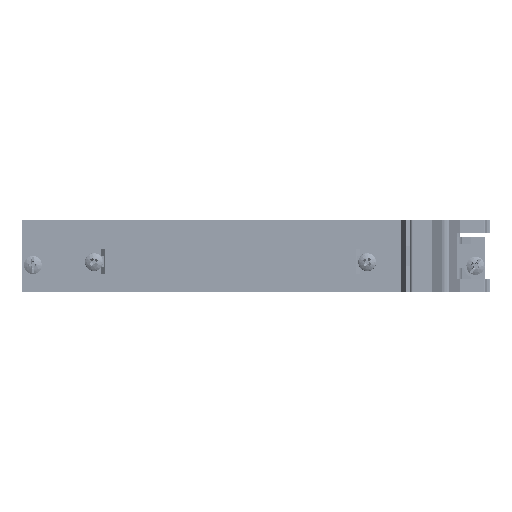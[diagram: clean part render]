
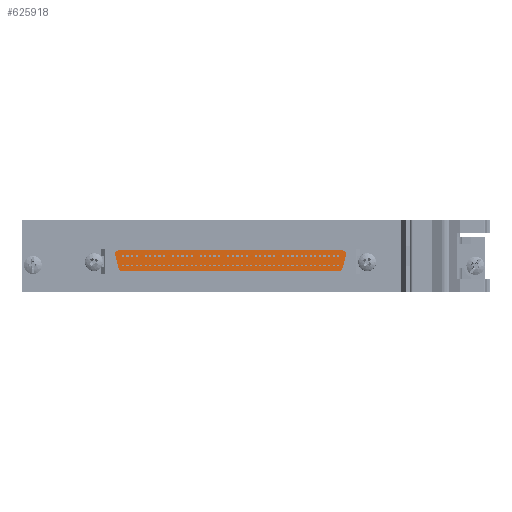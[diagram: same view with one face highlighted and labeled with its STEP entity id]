
A CAD part, left-side view. The second image highlights one B-rep face of the part: STEP entity #625918.
In plain terms, the highlighted planar face has unit normal (-1, 0, 0).
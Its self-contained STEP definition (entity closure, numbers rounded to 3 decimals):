
#40796 = AXIS2_PLACEMENT_3D ( 'NONE', #159565, #159569, #159572 ) ;
#51205 = DIRECTION ( 'NONE',  ( 0., -1., 0. ) ) ;
#51219 = CARTESIAN_POINT ( 'NONE',  ( -43.365, 52.076, 95.139 ) ) ;
#55526 = EDGE_CURVE ( 'NONE', #99424, #99465, #168291, .T. ) ;
#92103 = EDGE_LOOP ( 'NONE', ( #92432, #92446, #92454, #92467, #92479, #92496, #511192, #511201 ) ) ;
#92432 = ORIENTED_EDGE ( 'NONE', *, *, #432977, .T. ) ;
#92446 = ORIENTED_EDGE ( 'NONE', *, *, #55526, .T. ) ;
#92454 = ORIENTED_EDGE ( 'NONE', *, *, #543055, .T. ) ;
#92467 = ORIENTED_EDGE ( 'NONE', *, *, #543858, .T. ) ;
#92479 = ORIENTED_EDGE ( 'NONE', *, *, #432713, .T. ) ;
#92496 = ORIENTED_EDGE ( 'NONE', *, *, #415897, .T. ) ;
#99402 = VERTEX_POINT ( 'NONE', #482249 ) ;
#99424 = VERTEX_POINT ( 'NONE', #482257 ) ;
#99465 = VERTEX_POINT ( 'NONE', #482265 ) ;
#99476 = VERTEX_POINT ( 'NONE', #482306 ) ;
#99484 = VERTEX_POINT ( 'NONE', #482299 ) ;
#99498 = VERTEX_POINT ( 'NONE', #482279 ) ;
#99503 = VERTEX_POINT ( 'NONE', #482313 ) ;
#99518 = VERTEX_POINT ( 'NONE', #482335 ) ;
#159565 = CARTESIAN_POINT ( 'NONE',  ( -43.365, 113.144, 99.839 ) ) ;
#159569 = DIRECTION ( 'NONE',  ( -1., 0., 0. ) ) ;
#159572 = DIRECTION ( 'NONE',  ( 0., 1., 0. ) ) ;
#168291 = LINE ( 'NONE', #540423, #168313 ) ;
#168313 = VECTOR ( 'NONE', #540483, 1000. ) ;
#182714 = LINE ( 'NONE', #404215, #182728 ) ;
#182728 = VECTOR ( 'NONE', #404219, 1000. ) ;
#225803 = CIRCLE ( 'NONE', #40796, 1. ) ;
#268454 = PLANE ( 'NONE',  #518288 ) ;
#268562 = CARTESIAN_POINT ( 'NONE',  ( -43.365, 51.084, 99.839 ) ) ;
#268573 = DIRECTION ( 'NONE',  ( -1., 0., 0. ) ) ;
#268580 = DIRECTION ( 'NONE',  ( 0., -1., 0. ) ) ;
#280270 = FACE_OUTER_BOUND ( 'NONE', #92103, .T. ) ;
#380134 = AXIS2_PLACEMENT_3D ( 'NONE', #448714, #448718, #448724 ) ;
#386143 = AXIS2_PLACEMENT_3D ( 'NONE', #463429, #463435, #463441 ) ;
#386347 = AXIS2_PLACEMENT_3D ( 'NONE', #464577, #464581, #464585 ) ;
#404215 = CARTESIAN_POINT ( 'NONE',  ( -43.365, 114.11, 99.581 ) ) ;
#404219 = DIRECTION ( 'NONE',  ( 0., -0.259, -0.966 ) ) ;
#415227 = EDGE_CURVE ( 'NONE', #99518, #99402, #499028, .T. ) ;
#415897 = EDGE_CURVE ( 'NONE', #99498, #99503, #500369, .T. ) ;
#425774 = EDGE_CURVE ( 'NONE', #99503, #99518, #517357, .T. ) ;
#432713 = EDGE_CURVE ( 'NONE', #99484, #99498, #583150, .T. ) ;
#432977 = EDGE_CURVE ( 'NONE', #99402, #99424, #583626, .T. ) ;
#448714 = CARTESIAN_POINT ( 'NONE',  ( -43.365, 52.076, 96.139 ) ) ;
#448718 = DIRECTION ( 'NONE',  ( -1., 0., 0. ) ) ;
#448724 = DIRECTION ( 'NONE',  ( 0., -1., 0. ) ) ;
#463429 = CARTESIAN_POINT ( 'NONE',  ( -43.365, 112.153, 96.139 ) ) ;
#463435 = DIRECTION ( 'NONE',  ( -1., 0., 0. ) ) ;
#463441 = DIRECTION ( 'NONE',  ( 0., 1., 0. ) ) ;
#464577 = CARTESIAN_POINT ( 'NONE',  ( -43.365, 51.084, 99.839 ) ) ;
#464581 = DIRECTION ( 'NONE',  ( -1., 0., 0. ) ) ;
#464585 = DIRECTION ( 'NONE',  ( 0., -1., 0. ) ) ;
#482249 = CARTESIAN_POINT ( 'NONE',  ( -43.365, 50.118, 99.581 ) ) ;
#482257 = CARTESIAN_POINT ( 'NONE',  ( -43.365, 51.084, 100.839 ) ) ;
#482265 = CARTESIAN_POINT ( 'NONE',  ( -43.365, 113.144, 100.839 ) ) ;
#482279 = CARTESIAN_POINT ( 'NONE',  ( -43.365, 112.153, 95.139 ) ) ;
#482299 = CARTESIAN_POINT ( 'NONE',  ( -43.365, 113.119, 95.881 ) ) ;
#482306 = CARTESIAN_POINT ( 'NONE',  ( -43.365, 114.11, 99.581 ) ) ;
#482313 = CARTESIAN_POINT ( 'NONE',  ( -43.365, 52.076, 95.139 ) ) ;
#482335 = CARTESIAN_POINT ( 'NONE',  ( -43.365, 51.11, 95.881 ) ) ;
#499028 = LINE ( 'NONE', #567352, #499048 ) ;
#499048 = VECTOR ( 'NONE', #567374, 1000. ) ;
#500369 = LINE ( 'NONE', #51219, #500391 ) ;
#500391 = VECTOR ( 'NONE', #51205, 1000. ) ;
#511192 = ORIENTED_EDGE ( 'NONE', *, *, #425774, .T. ) ;
#511201 = ORIENTED_EDGE ( 'NONE', *, *, #415227, .T. ) ;
#517357 = CIRCLE ( 'NONE', #380134, 1. ) ;
#518288 = AXIS2_PLACEMENT_3D ( 'NONE', #268562, #268573, #268580 ) ;
#540423 = CARTESIAN_POINT ( 'NONE',  ( -43.365, 113.144, 100.839 ) ) ;
#540483 = DIRECTION ( 'NONE',  ( 0., 1., 0. ) ) ;
#543055 = EDGE_CURVE ( 'NONE', #99465, #99476, #225803, .T. ) ;
#543858 = EDGE_CURVE ( 'NONE', #99476, #99484, #182714, .T. ) ;
#567352 = CARTESIAN_POINT ( 'NONE',  ( -43.365, 50.118, 99.581 ) ) ;
#567374 = DIRECTION ( 'NONE',  ( 0., -0.259, 0.966 ) ) ;
#583150 = CIRCLE ( 'NONE', #386143, 1. ) ;
#583626 = CIRCLE ( 'NONE', #386347, 1. ) ;
#625918 = ADVANCED_FACE ( 'NONE', ( #280270 ), #268454, .T. ) ;
